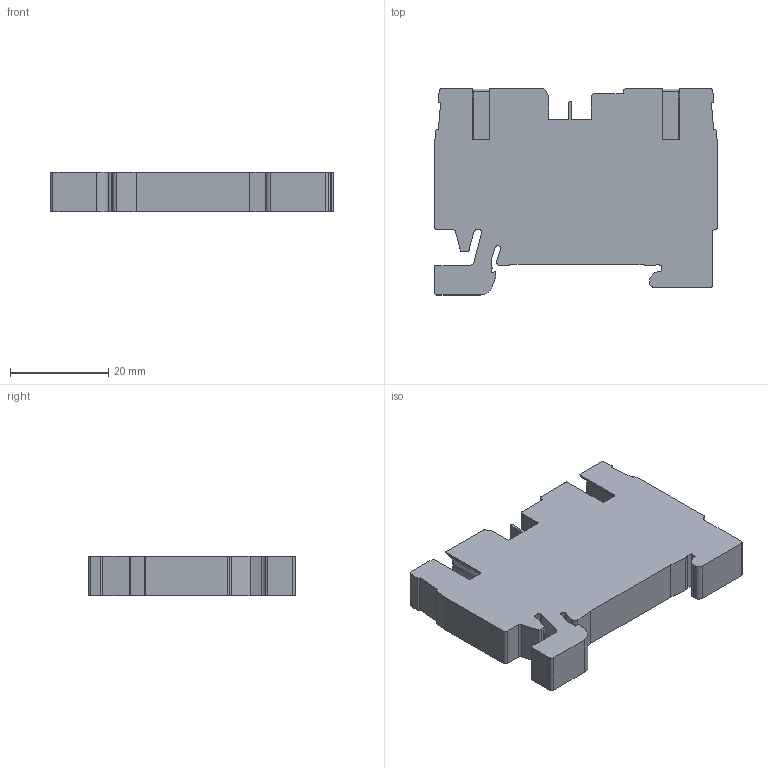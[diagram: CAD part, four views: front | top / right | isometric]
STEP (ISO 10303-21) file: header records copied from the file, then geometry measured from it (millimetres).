
FILE_DESCRIPTION((''),'2;1');
FILE_NAME('PRK6_ISO_2A','2019-09-20T',('Christian Carl'),(''),'CREO PARAMETRIC BY PTC INC, 2016380','CREO PARAMETRIC BY PTC INC, 2016380','');
FILE_SCHEMA(('CONFIG_CONTROL_DESIGN'));
Length unit declared in the file: millimetre
Products named in the file (1): PRK6_ISO_2A
Bounding box: 57.7 x 42 x 8.1 mm (x, y, z)
Volume: 13836.8 mm3; surface area: 8056.9 mm2
Topology: 1 solids, 5 shells, 251 faces, 686 edges, 450 vertices
Faces by surface type: plane 148, cylinder 89, cone 14
Entity records: 7987 total; most frequent: CARTESIAN_POINT 1436, ORIENTED_EDGE 1372, DIRECTION 1364, EDGE_CURVE 686, VECTOR 486, LINE 486, VERTEX_POINT 450, AXIS2_PLACEMENT_3D 439
